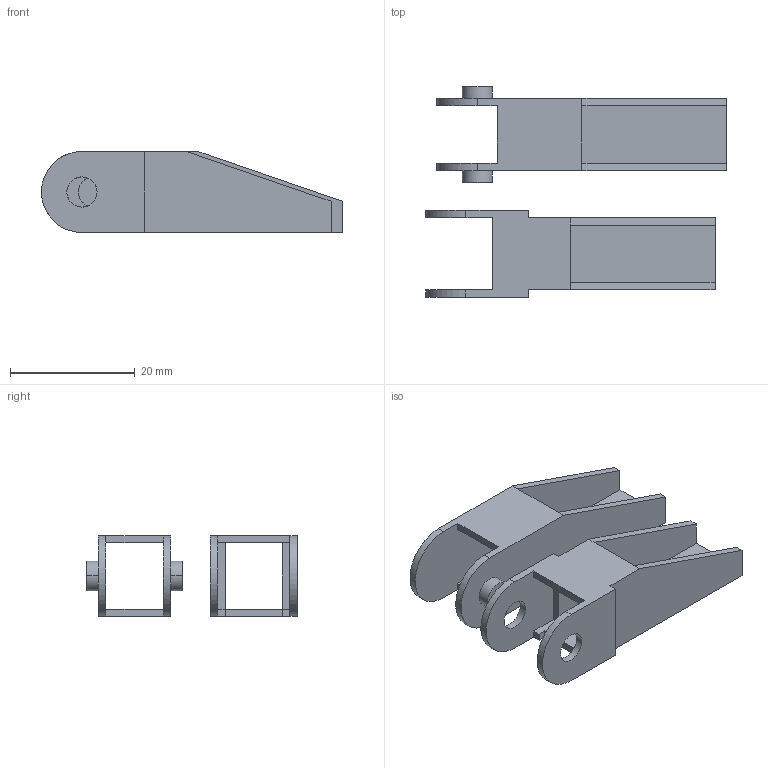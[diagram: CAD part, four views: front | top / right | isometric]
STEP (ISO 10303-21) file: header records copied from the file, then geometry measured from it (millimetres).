
FILE_DESCRIPTION(/* description */ (''),/* implementation_level */ '2;1');
FILE_NAME(/* name */ 'PONTEI~1',/* time_stamp */ '2022-09-08T08:59:19-03:00',/* author */ (''),/* organization */ (''),/* preprocessor_version */ 'ST-DEVELOPER v15',/* originating_system */ '',/* authorisation */ '');
FILE_SCHEMA (('AUTOMOTIVE_DESIGN'));
Length unit declared in the file: centimetre
Products named in the file (1): Document
Bounding box: 48.32 x 33.85 x 13 mm (x, y, z)
Volume: 3531.4 mm3; surface area: 6239.3 mm2
Topology: 2 solids, 2 shells, 54 faces, 152 edges, 100 vertices
Faces by surface type: plane 42, bspline 12
Entity records: 1797 total; most frequent: CARTESIAN_POINT 772, ORIENTED_EDGE 304, EDGE_CURVE 152, B_SPLINE_CURVE_WITH_KNOTS 124, VERTEX_POINT 100, EDGE_LOOP 60, ADVANCED_FACE 54, FACE_OUTER_BOUND 54
